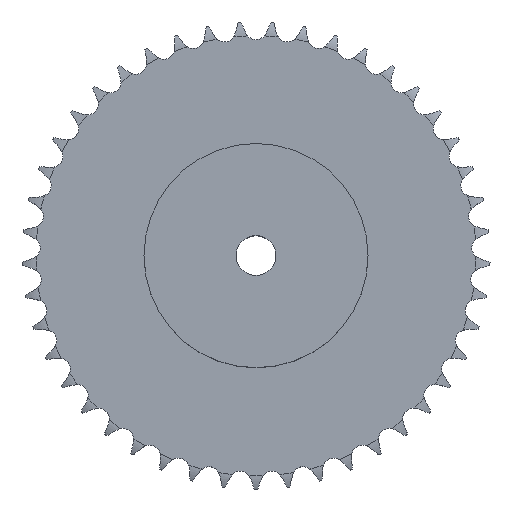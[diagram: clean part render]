
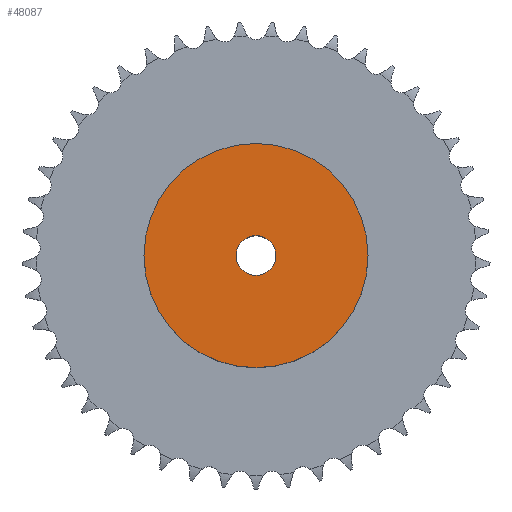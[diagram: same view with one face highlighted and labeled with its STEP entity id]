
A CAD part, top view. The second image highlights one B-rep face of the part: STEP entity #48087.
In plain terms, the highlighted planar face has unit normal (0, 0, 1).
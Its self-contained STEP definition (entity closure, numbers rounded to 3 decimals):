
#5352 = CYLINDRICAL_SURFACE('',#5353,45.);
#5353 = AXIS2_PLACEMENT_3D('',#5354,#5355,#5356);
#5354 = CARTESIAN_POINT('',(0.,0.,0.));
#5355 = DIRECTION('',(-0.,-0.,-1.));
#5356 = DIRECTION('',(1.,0.,0.));
#29954 = VERTEX_POINT('',#29955);
#29955 = CARTESIAN_POINT('',(45.,0.,40.));
#29976 = EDGE_CURVE('',#29954,#29954,#29977,.T.);
#29977 = SURFACE_CURVE('',#29978,(#29983,#29990),.PCURVE_S1.);
#29978 = CIRCLE('',#29979,45.);
#29979 = AXIS2_PLACEMENT_3D('',#29980,#29981,#29982);
#29980 = CARTESIAN_POINT('',(0.,0.,40.));
#29981 = DIRECTION('',(0.,0.,1.));
#29982 = DIRECTION('',(1.,0.,0.));
#29983 = PCURVE('',#5352,#29984);
#29984 = DEFINITIONAL_REPRESENTATION('',(#29985),#29989);
#29985 = LINE('',#29986,#29987);
#29986 = CARTESIAN_POINT('',(-0.,-40.));
#29987 = VECTOR('',#29988,1.);
#29988 = DIRECTION('',(-1.,0.));
#29989 = ( GEOMETRIC_REPRESENTATION_CONTEXT(2) 
PARAMETRIC_REPRESENTATION_CONTEXT() REPRESENTATION_CONTEXT('2D SPACE',''
  ) );
#29990 = PCURVE('',#29991,#29996);
#29991 = PLANE('',#29992);
#29992 = AXIS2_PLACEMENT_3D('',#29993,#29994,#29995);
#29993 = CARTESIAN_POINT('',(0.,0.,40.)
  );
#29994 = DIRECTION('',(0.,0.,1.));
#29995 = DIRECTION('',(1.,0.,0.));
#29996 = DEFINITIONAL_REPRESENTATION('',(#29997),#30001);
#29997 = CIRCLE('',#29998,45.);
#29998 = AXIS2_PLACEMENT_2D('',#29999,#30000);
#29999 = CARTESIAN_POINT('',(0.,0.));
#30000 = DIRECTION('',(1.,0.));
#30001 = ( GEOMETRIC_REPRESENTATION_CONTEXT(2) 
PARAMETRIC_REPRESENTATION_CONTEXT() REPRESENTATION_CONTEXT('2D SPACE',''
  ) );
#40640 = CYLINDRICAL_SURFACE('',#40641,8.);
#40641 = AXIS2_PLACEMENT_3D('',#40642,#40643,#40644);
#40642 = CARTESIAN_POINT('',(0.,0.,281.718));
#40643 = DIRECTION('',(0.,0.,1.));
#40644 = DIRECTION('',(1.,0.,0.));
#48087 = ADVANCED_FACE('',(#48088,#48091),#29991,.T.);
#48088 = FACE_BOUND('',#48089,.T.);
#48089 = EDGE_LOOP('',(#48090));
#48090 = ORIENTED_EDGE('',*,*,#29976,.T.);
#48091 = FACE_BOUND('',#48092,.T.);
#48092 = EDGE_LOOP('',(#48093));
#48093 = ORIENTED_EDGE('',*,*,#48094,.F.);
#48094 = EDGE_CURVE('',#48095,#48095,#48097,.T.);
#48095 = VERTEX_POINT('',#48096);
#48096 = CARTESIAN_POINT('',(8.,0.,40.));
#48097 = SURFACE_CURVE('',#48098,(#48103,#48110),.PCURVE_S1.);
#48098 = CIRCLE('',#48099,8.);
#48099 = AXIS2_PLACEMENT_3D('',#48100,#48101,#48102);
#48100 = CARTESIAN_POINT('',(0.,0.,40.));
#48101 = DIRECTION('',(0.,0.,1.));
#48102 = DIRECTION('',(1.,0.,0.));
#48103 = PCURVE('',#29991,#48104);
#48104 = DEFINITIONAL_REPRESENTATION('',(#48105),#48109);
#48105 = CIRCLE('',#48106,8.);
#48106 = AXIS2_PLACEMENT_2D('',#48107,#48108);
#48107 = CARTESIAN_POINT('',(0.,0.));
#48108 = DIRECTION('',(1.,0.));
#48109 = ( GEOMETRIC_REPRESENTATION_CONTEXT(2) 
PARAMETRIC_REPRESENTATION_CONTEXT() REPRESENTATION_CONTEXT('2D SPACE',''
  ) );
#48110 = PCURVE('',#40640,#48111);
#48111 = DEFINITIONAL_REPRESENTATION('',(#48112),#48116);
#48112 = LINE('',#48113,#48114);
#48113 = CARTESIAN_POINT('',(0.,-241.718));
#48114 = VECTOR('',#48115,1.);
#48115 = DIRECTION('',(1.,0.));
#48116 = ( GEOMETRIC_REPRESENTATION_CONTEXT(2) 
PARAMETRIC_REPRESENTATION_CONTEXT() REPRESENTATION_CONTEXT('2D SPACE',''
  ) );
